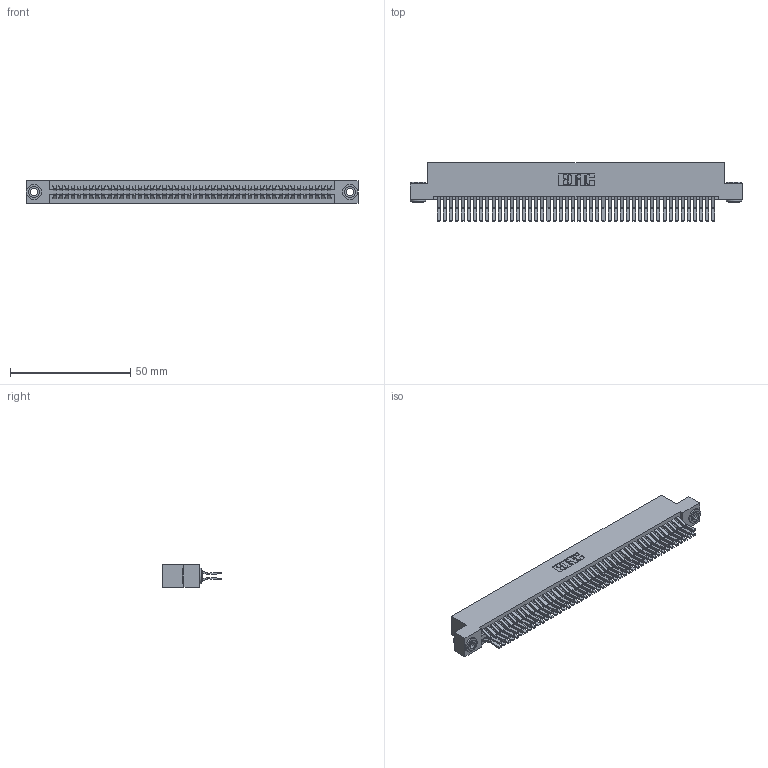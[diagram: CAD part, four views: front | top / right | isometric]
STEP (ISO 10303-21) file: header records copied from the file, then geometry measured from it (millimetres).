
FILE_DESCRIPTION (( 'STEP AP203' ), '1' );
FILE_NAME ('345-092-560-203.STEP', '2018-10-04T22:49:16', ( '' ), ( '' ), 'SwSTEP 2.0', 'SolidWorks 2016', '' );
FILE_SCHEMA (( 'CONFIG_CONTROL_DESIGN' ));
Length unit declared in the file: inch
Products named in the file (4): 345 Part_Flush Mounting Lugs - 0.156 Dia-TH; 345-250-002_345-250-002-102; 345-292-001_560 Tail; 345-092-560-203
Assembly tree (95 placements, depth 2):
  345-092-560-203
    345 Part_Flush Mounting Lugs - 0.156 Dia-TH
    345-292-001_560 Tail  x92
    345-250-002_345-250-002-102  x2
Bounding box: 138.05 x 24.45 x 9.4 mm (x, y, z)
Volume: 14069.8 mm3; surface area: 22630.8 mm2
Topology: 95 solids, 95 shells, 4948 faces, 14677 edges, 9658 vertices
Faces by surface type: plane 3126, cylinder 1814, cone 8
Entity records: 36292 total; most frequent: CARTESIAN_POINT 6055, ORIENTED_EDGE 5982, DIRECTION 5369, EDGE_CURVE 2991, VECTOR 2647, LINE 2647, VERTEX_POINT 1990, AXIS2_PLACEMENT_3D 1361
